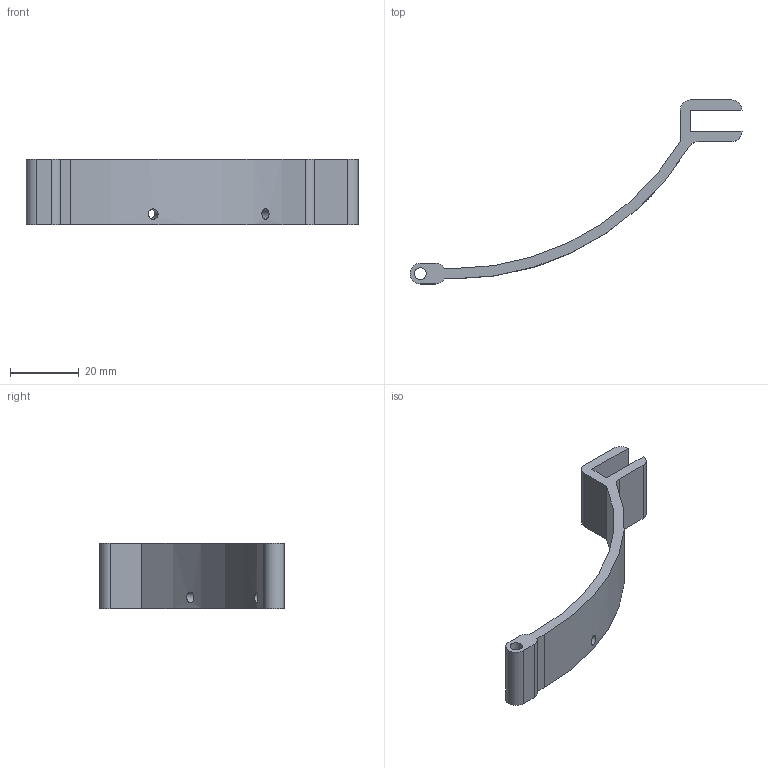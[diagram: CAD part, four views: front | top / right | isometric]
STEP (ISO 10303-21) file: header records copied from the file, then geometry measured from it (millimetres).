
FILE_DESCRIPTION(/* description */ (''),/* implementation_level */ '2;1');
FILE_NAME(/* name */ 'cam bracket v0.2.stp',/* time_stamp */ '2016-02-09T10:30:37-05:00',/* author */ (''),/* organization */ (''),/* preprocessor_version */ 'ST-DEVELOPER v15.2',/* originating_system */ 'Autodesk Translator Framework v2.0.0.5431',/* authorisation */ '');
FILE_SCHEMA (('AUTOMOTIVE_DESIGN { 1 0 10303 214 3 1 1 }'));
Length unit declared in the file: centimetre
Products named in the file (1): bracket v0.2
Bounding box: 96.8 x 53.65 x 19 mm (x, y, z)
Volume: 7906.6 mm3; surface area: 6314.7 mm2
Topology: 1 solids, 1 shells, 25 faces, 69 edges, 46 vertices
Faces by surface type: plane 13, cylinder 12
Full cylindrical faces by diameter (mm): 3 x2, 3.5 x1
Entity records: 943 total; most frequent: CARTESIAN_POINT 270, DIRECTION 134, ORIENTED_EDGE 132, EDGE_CURVE 66, VERTEX_POINT 46, AXIS2_PLACEMENT_3D 46, LINE 42, VECTOR 42
